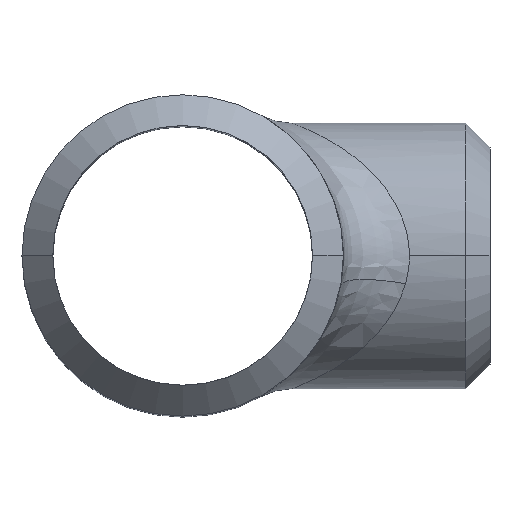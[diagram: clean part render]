
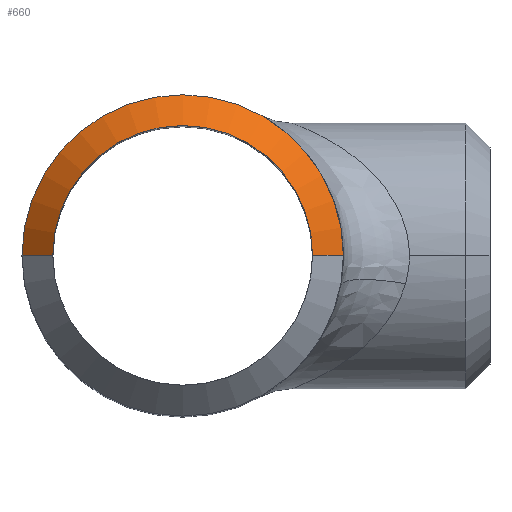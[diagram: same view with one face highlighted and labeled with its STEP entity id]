
A CAD part, top view. The second image highlights one B-rep face of the part: STEP entity #660.
In plain terms, the highlighted conical face has half-angle 45 degrees and reference radius 29.51 mm.
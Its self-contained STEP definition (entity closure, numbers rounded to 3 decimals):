
#75 = ORIENTED_EDGE ( 'NONE', *, *, #144, .T. ) ;
#144 = EDGE_CURVE ( 'NONE', #779, #305, #966, .T. ) ;
#305 = VERTEX_POINT ( 'NONE', #1770 ) ;
#406 = DIRECTION ( 'NONE',  ( -0.707, 0., -0.707 ) ) ;
#491 = CIRCLE ( 'NONE', #1138, 29.51 ) ;
#559 = LINE ( 'NONE', #924, #2160 ) ;
#619 = EDGE_CURVE ( 'NONE', #2129, #305, #1028, .T. ) ;
#660 = ADVANCED_FACE ( 'NONE', ( #1988 ), #1636, .T. ) ;
#710 = DIRECTION ( 'NONE',  ( 0., 0., -1. ) ) ;
#747 = CARTESIAN_POINT ( 'NONE',  ( 0., 0., 76.2 ) ) ;
#779 = VERTEX_POINT ( 'NONE', #1410 ) ;
#898 = CARTESIAN_POINT ( 'NONE',  ( 0., 0., 76.2 ) ) ;
#924 = CARTESIAN_POINT ( 'NONE',  ( -29.51, 0., 76.2 ) ) ;
#966 = LINE ( 'NONE', #1154, #2167 ) ;
#1004 = EDGE_CURVE ( 'NONE', #1484, #2129, #559, .T. ) ;
#1028 = CIRCLE ( 'NONE', #1558, 36.5 ) ;
#1031 = ORIENTED_EDGE ( 'NONE', *, *, #1149, .F. ) ;
#1092 = ORIENTED_EDGE ( 'NONE', *, *, #1004, .F. ) ;
#1138 = AXIS2_PLACEMENT_3D ( 'NONE', #747, #1868, #1837 ) ;
#1149 = EDGE_CURVE ( 'NONE', #779, #1484, #491, .T. ) ;
#1154 = CARTESIAN_POINT ( 'NONE',  ( 29.51, 0., 76.2 ) ) ;
#1320 = ORIENTED_EDGE ( 'NONE', *, *, #619, .F. ) ;
#1410 = CARTESIAN_POINT ( 'NONE',  ( 29.51, 0., 76.2 ) ) ;
#1484 = VERTEX_POINT ( 'NONE', #2137 ) ;
#1558 = AXIS2_PLACEMENT_3D ( 'NONE', #2105, #1977, #1586 ) ;
#1586 = DIRECTION ( 'NONE',  ( 1., 0., 0. ) ) ;
#1611 = DIRECTION ( 'NONE',  ( -1., 0., 0. ) ) ;
#1636 = CONICAL_SURFACE ( 'NONE', #2013, 29.51, 0.785 ) ;
#1731 = DIRECTION ( 'NONE',  ( 0.707, 0., -0.707 ) ) ;
#1770 = CARTESIAN_POINT ( 'NONE',  ( 36.5, 0., 69.21 ) ) ;
#1837 = DIRECTION ( 'NONE',  ( 1., 0., 0. ) ) ;
#1868 = DIRECTION ( 'NONE',  ( 0., 0., 1. ) ) ;
#1977 = DIRECTION ( 'NONE',  ( 0., 0., -1. ) ) ;
#1988 = FACE_OUTER_BOUND ( 'NONE', #2176, .T. ) ;
#2013 = AXIS2_PLACEMENT_3D ( 'NONE', #898, #710, #1611 ) ;
#2105 = CARTESIAN_POINT ( 'NONE',  ( 0., 0., 69.21 ) ) ;
#2129 = VERTEX_POINT ( 'NONE', #2329 ) ;
#2137 = CARTESIAN_POINT ( 'NONE',  ( -29.51, 0., 76.2 ) ) ;
#2160 = VECTOR ( 'NONE', #406, 1000. ) ;
#2167 = VECTOR ( 'NONE', #1731, 1000. ) ;
#2176 = EDGE_LOOP ( 'NONE', ( #1031, #75, #1320, #1092 ) ) ;
#2329 = CARTESIAN_POINT ( 'NONE',  ( -36.5, 0., 69.21 ) ) ;
